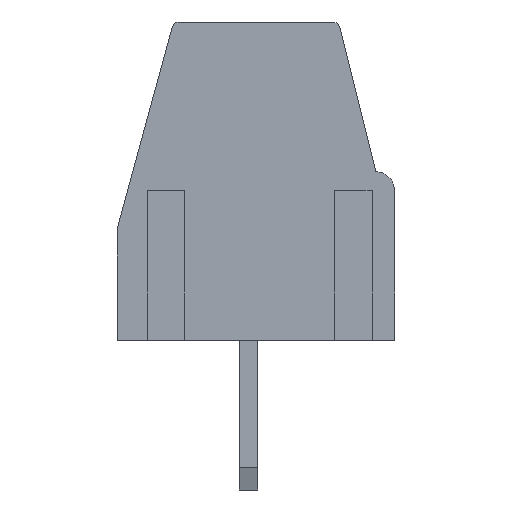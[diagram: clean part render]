
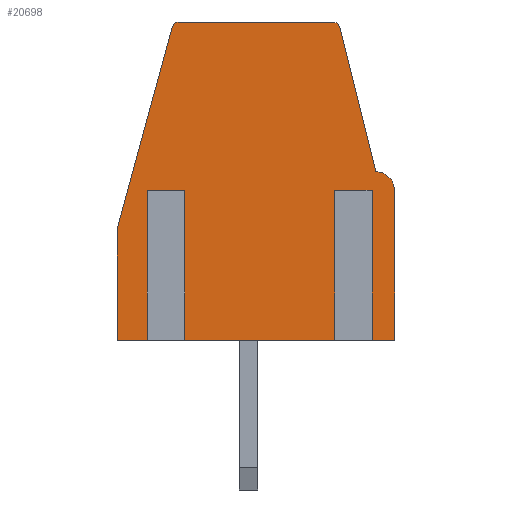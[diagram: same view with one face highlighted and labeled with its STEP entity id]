
A CAD part, left-side view. The second image highlights one B-rep face of the part: STEP entity #20698.
In plain terms, the highlighted planar face has unit normal (-1, 0, 0).
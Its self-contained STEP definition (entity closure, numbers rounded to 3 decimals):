
#74 = EDGE_CURVE ( 'NONE', #17304, #17451, #11392, .T. ) ;
#224 = EDGE_CURVE ( 'NONE', #18339, #7236, #15042, .T. ) ;
#298 = VECTOR ( 'NONE', #18704, 1000. ) ;
#408 = VECTOR ( 'NONE', #3296, 1000. ) ;
#444 = DIRECTION ( 'NONE',  ( 0., -1., 0. ) ) ;
#473 = VECTOR ( 'NONE', #14237, 1000. ) ;
#508 = FACE_OUTER_BOUND ( 'NONE', #21617, .T. ) ;
#937 = LINE ( 'NONE', #6550, #473 ) ;
#975 = LINE ( 'NONE', #14274, #21218 ) ;
#1087 = LINE ( 'NONE', #8753, #2379 ) ;
#1707 = LINE ( 'NONE', #7841, #12885 ) ;
#1882 = VERTEX_POINT ( 'NONE', #13717 ) ;
#2092 = VERTEX_POINT ( 'NONE', #5271 ) ;
#2279 = CARTESIAN_POINT ( 'NONE',  ( -5.715, 3.5, 8.55 ) ) ;
#2333 = VERTEX_POINT ( 'NONE', #24411 ) ;
#2379 = VECTOR ( 'NONE', #18433, 1000. ) ;
#2530 = DIRECTION ( 'NONE',  ( 0., -1., 0. ) ) ;
#2715 = DIRECTION ( 'NONE',  ( 0., 1., 0. ) ) ;
#2765 = LINE ( 'NONE', #4524, #7530 ) ;
#2803 = LINE ( 'NONE', #16012, #22918 ) ;
#2810 = VERTEX_POINT ( 'NONE', #10972 ) ;
#2833 = CARTESIAN_POINT ( 'NONE',  ( -5.715, 1.933, 4.05 ) ) ;
#3296 = DIRECTION ( 'NONE',  ( 0., -1., 0. ) ) ;
#3335 = ORIENTED_EDGE ( 'NONE', *, *, #23710, .T. ) ;
#4508 = DIRECTION ( 'NONE',  ( 1., 0., 0. ) ) ;
#4524 = CARTESIAN_POINT ( 'NONE',  ( -5.715, 3.5, 0.05 ) ) ;
#4592 = LINE ( 'NONE', #9899, #4896 ) ;
#4896 = VECTOR ( 'NONE', #23329, 1000. ) ;
#5003 = VERTEX_POINT ( 'NONE', #20067 ) ;
#5222 = LINE ( 'NONE', #14633, #7711 ) ;
#5271 = CARTESIAN_POINT ( 'NONE',  ( -5.715, 1.847, 8.55 ) ) ;
#5507 = VECTOR ( 'NONE', #6155, 1000. ) ;
#6155 = DIRECTION ( 'NONE',  ( 0., 0., -1. ) ) ;
#6229 = ORIENTED_EDGE ( 'NONE', *, *, #17583, .T. ) ;
#6550 = CARTESIAN_POINT ( 'NONE',  ( -5.715, 2., 8.55 ) ) ;
#6587 = VERTEX_POINT ( 'NONE', #16671 ) ;
#6598 = DIRECTION ( 'NONE',  ( 0., 1., 0. ) ) ;
#7236 = VERTEX_POINT ( 'NONE', #11593 ) ;
#7256 = CARTESIAN_POINT ( 'NONE',  ( -5.715, -3.067, 4.05 ) ) ;
#7452 = EDGE_CURVE ( 'NONE', #5003, #1882, #2765, .T. ) ;
#7503 = CARTESIAN_POINT ( 'NONE',  ( -5.715, -2.533, 0.05 ) ) ;
#7504 = DIRECTION ( 'NONE',  ( 0., 0., -1. ) ) ;
#7530 = VECTOR ( 'NONE', #2530, 1000. ) ;
#7657 = VERTEX_POINT ( 'NONE', #13686 ) ;
#7711 = VECTOR ( 'NONE', #16659, 1000. ) ;
#7764 = LINE ( 'NONE', #20955, #10504 ) ;
#7841 = CARTESIAN_POINT ( 'NONE',  ( -5.715, 1.933, 4.05 ) ) ;
#7909 = DIRECTION ( 'NONE',  ( 0., 1., 0. ) ) ;
#8402 = VERTEX_POINT ( 'NONE', #21754 ) ;
#8753 = CARTESIAN_POINT ( 'NONE',  ( -5.715, -2.4, 8.55 ) ) ;
#8897 = CARTESIAN_POINT ( 'NONE',  ( -5.715, -2.244, 8.35 ) ) ;
#9104 = VERTEX_POINT ( 'NONE', #16731 ) ;
#9245 = DIRECTION ( 'NONE',  ( 0., -1., 0. ) ) ;
#9334 = DIRECTION ( 'NONE',  ( -1., 0., 0. ) ) ;
#9357 = EDGE_CURVE ( 'NONE', #18071, #5003, #21864, .T. ) ;
#9361 = CARTESIAN_POINT ( 'NONE',  ( -5.715, 3.5, 8.55 ) ) ;
#9389 = AXIS2_PLACEMENT_3D ( 'NONE', #14579, #9334, #7909 ) ;
#9899 = CARTESIAN_POINT ( 'NONE',  ( -5.715, 1.933, 4.05 ) ) ;
#10008 = ORIENTED_EDGE ( 'NONE', *, *, #13991, .F. ) ;
#10265 = EDGE_CURVE ( 'NONE', #6587, #17451, #1087, .T. ) ;
#10332 = EDGE_CURVE ( 'NONE', #6587, #12176, #23601, .T. ) ;
#10365 = EDGE_CURVE ( 'NONE', #17304, #2333, #975, .T. ) ;
#10504 = VECTOR ( 'NONE', #7504, 1000. ) ;
#10972 = CARTESIAN_POINT ( 'NONE',  ( -5.715, 2.04, 8.403 ) ) ;
#11176 = ORIENTED_EDGE ( 'NONE', *, *, #11905, .T. ) ;
#11252 = ORIENTED_EDGE ( 'NONE', *, *, #7452, .T. ) ;
#11322 = AXIS2_PLACEMENT_3D ( 'NONE', #23459, #4508, #17832 ) ;
#11373 = LINE ( 'NONE', #22402, #15094 ) ;
#11379 = CARTESIAN_POINT ( 'NONE',  ( -5.715, -2.244, 8.55 ) ) ;
#11392 = CIRCLE ( 'NONE', #9389, 0.5 ) ;
#11593 = CARTESIAN_POINT ( 'NONE',  ( -5.715, -3.067, 4.05 ) ) ;
#11607 = EDGE_CURVE ( 'NONE', #8402, #22640, #11373, .T. ) ;
#11905 = EDGE_CURVE ( 'NONE', #2092, #2810, #21552, .T. ) ;
#12176 = VERTEX_POINT ( 'NONE', #11379 ) ;
#12722 = LINE ( 'NONE', #9361, #408 ) ;
#12839 = ORIENTED_EDGE ( 'NONE', *, *, #224, .T. ) ;
#12885 = VECTOR ( 'NONE', #21041, 1000. ) ;
#13162 = VERTEX_POINT ( 'NONE', #2833 ) ;
#13473 = EDGE_CURVE ( 'NONE', #2092, #12176, #12722, .T. ) ;
#13686 = CARTESIAN_POINT ( 'NONE',  ( -5.715, -3.067, 0.05 ) ) ;
#13717 = CARTESIAN_POINT ( 'NONE',  ( -5.715, 2.467, 0.05 ) ) ;
#13991 = EDGE_CURVE ( 'NONE', #18071, #2810, #937, .T. ) ;
#14237 = DIRECTION ( 'NONE',  ( 0., -0.263, 0.965 ) ) ;
#14274 = CARTESIAN_POINT ( 'NONE',  ( -5.715, -3.9, 8.55 ) ) ;
#14369 = ORIENTED_EDGE ( 'NONE', *, *, #20872, .F. ) ;
#14579 = CARTESIAN_POINT ( 'NONE',  ( -5.715, -3.4, 4.05 ) ) ;
#14633 = CARTESIAN_POINT ( 'NONE',  ( -5.715, -3.067, 4.05 ) ) ;
#15042 = LINE ( 'NONE', #7256, #298 ) ;
#15094 = VECTOR ( 'NONE', #9245, 1000. ) ;
#15440 = CARTESIAN_POINT ( 'NONE',  ( -5.715, -3.9, 4.05 ) ) ;
#15816 = ORIENTED_EDGE ( 'NONE', *, *, #74, .T. ) ;
#15827 = PLANE ( 'NONE',  #11322 ) ;
#16012 = CARTESIAN_POINT ( 'NONE',  ( -5.715, 3.5, 0.05 ) ) ;
#16087 = VECTOR ( 'NONE', #24204, 1000. ) ;
#16182 = DIRECTION ( 'NONE',  ( -1., 0., 0. ) ) ;
#16558 = DIRECTION ( 'NONE',  ( 0., 0., -1. ) ) ;
#16581 = CARTESIAN_POINT ( 'NONE',  ( -5.715, -2.533, 4.05 ) ) ;
#16659 = DIRECTION ( 'NONE',  ( 0., 0., -1. ) ) ;
#16671 = CARTESIAN_POINT ( 'NONE',  ( -5.715, -2.438, 8.399 ) ) ;
#16674 = ORIENTED_EDGE ( 'NONE', *, *, #10332, .T. ) ;
#16731 = CARTESIAN_POINT ( 'NONE',  ( -5.715, 2.467, 4.05 ) ) ;
#17304 = VERTEX_POINT ( 'NONE', #15440 ) ;
#17451 = VERTEX_POINT ( 'NONE', #19704 ) ;
#17583 = EDGE_CURVE ( 'NONE', #7236, #7657, #5222, .T. ) ;
#17832 = DIRECTION ( 'NONE',  ( 0., 1., 0. ) ) ;
#18071 = VERTEX_POINT ( 'NONE', #24351 ) ;
#18339 = VERTEX_POINT ( 'NONE', #18575 ) ;
#18433 = DIRECTION ( 'NONE',  ( 0., -0.243, -0.97 ) ) ;
#18575 = CARTESIAN_POINT ( 'NONE',  ( -5.715, -2.533, 4.05 ) ) ;
#18704 = DIRECTION ( 'NONE',  ( 0., -1., 0. ) ) ;
#18748 = ORIENTED_EDGE ( 'NONE', *, *, #11607, .T. ) ;
#19613 = ORIENTED_EDGE ( 'NONE', *, *, #13473, .F. ) ;
#19704 = CARTESIAN_POINT ( 'NONE',  ( -5.715, -3.4, 4.55 ) ) ;
#20067 = CARTESIAN_POINT ( 'NONE',  ( -5.715, 3.5, 0.05 ) ) ;
#20111 = ORIENTED_EDGE ( 'NONE', *, *, #23784, .T. ) ;
#20320 = ORIENTED_EDGE ( 'NONE', *, *, #10265, .F. ) ;
#20698 = ADVANCED_FACE ( 'NONE', ( #508 ), #15827, .F. ) ;
#20872 = EDGE_CURVE ( 'NONE', #9104, #1882, #7764, .T. ) ;
#20955 = CARTESIAN_POINT ( 'NONE',  ( -5.715, 2.467, 4.05 ) ) ;
#21010 = EDGE_CURVE ( 'NONE', #13162, #8402, #4592, .T. ) ;
#21041 = DIRECTION ( 'NONE',  ( 0., -1., 0. ) ) ;
#21218 = VECTOR ( 'NONE', #16558, 1000. ) ;
#21242 = ORIENTED_EDGE ( 'NONE', *, *, #23215, .F. ) ;
#21465 = ORIENTED_EDGE ( 'NONE', *, *, #21010, .T. ) ;
#21552 = CIRCLE ( 'NONE', #24723, 0.2 ) ;
#21617 = EDGE_LOOP ( 'NONE', ( #19613, #11176, #10008, #21801, #11252, #14369, #3335, #21465, #18748, #21242, #12839, #6229, #20111, #23526, #15816, #20320, #16674 ) ) ;
#21754 = CARTESIAN_POINT ( 'NONE',  ( -5.715, 1.933, 0.05 ) ) ;
#21801 = ORIENTED_EDGE ( 'NONE', *, *, #9357, .T. ) ;
#21864 = LINE ( 'NONE', #2279, #5507 ) ;
#22218 = LINE ( 'NONE', #16581, #16087 ) ;
#22317 = DIRECTION ( 'NONE',  ( -1., 0., 0. ) ) ;
#22402 = CARTESIAN_POINT ( 'NONE',  ( -5.715, 3.5, 0.05 ) ) ;
#22407 = AXIS2_PLACEMENT_3D ( 'NONE', #8897, #16182, #2715 ) ;
#22640 = VERTEX_POINT ( 'NONE', #7503 ) ;
#22918 = VECTOR ( 'NONE', #444, 1000. ) ;
#23215 = EDGE_CURVE ( 'NONE', #18339, #22640, #22218, .T. ) ;
#23329 = DIRECTION ( 'NONE',  ( 0., 0., -1. ) ) ;
#23453 = CARTESIAN_POINT ( 'NONE',  ( -5.715, 1.847, 8.35 ) ) ;
#23459 = CARTESIAN_POINT ( 'NONE',  ( -5.715, 3.5, 8.55 ) ) ;
#23526 = ORIENTED_EDGE ( 'NONE', *, *, #10365, .F. ) ;
#23601 = CIRCLE ( 'NONE', #22407, 0.2 ) ;
#23710 = EDGE_CURVE ( 'NONE', #9104, #13162, #1707, .T. ) ;
#23784 = EDGE_CURVE ( 'NONE', #7657, #2333, #2803, .T. ) ;
#24204 = DIRECTION ( 'NONE',  ( 0., 0., -1. ) ) ;
#24351 = CARTESIAN_POINT ( 'NONE',  ( -5.715, 3.5, 3.05 ) ) ;
#24411 = CARTESIAN_POINT ( 'NONE',  ( -5.715, -3.9, 0.05 ) ) ;
#24723 = AXIS2_PLACEMENT_3D ( 'NONE', #23453, #22317, #6598 ) ;
